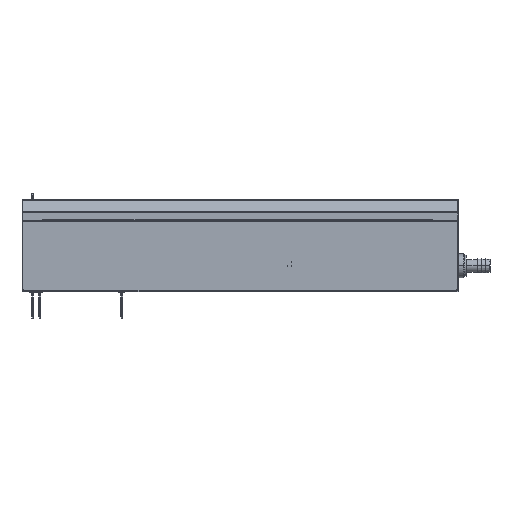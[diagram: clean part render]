
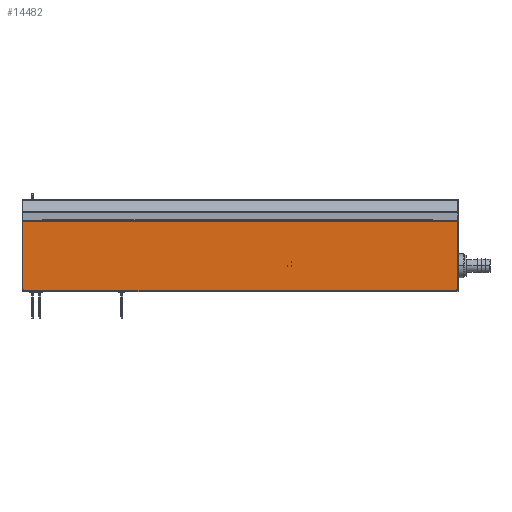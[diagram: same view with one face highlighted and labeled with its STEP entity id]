
A CAD part, left-side view. The second image highlights one B-rep face of the part: STEP entity #14482.
In plain terms, the highlighted planar face has unit normal (1, 0, 0).
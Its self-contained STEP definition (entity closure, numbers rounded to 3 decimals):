
#927=DIRECTION('',(0.,0.,1.));
#928=VECTOR('',#927,2.2);
#929=CARTESIAN_POINT('',(125.964,318.893,-30.237));
#930=LINE('',#929,#928);
#3820=DIRECTION('',(0.,-1.,0.));
#3821=VECTOR('',#3820,0.841);
#3822=CARTESIAN_POINT('',(125.964,-198.177,53.013));
#3823=LINE('',#3822,#3821);
#3827=DIRECTION('',(0.,0.,1.));
#3828=VECTOR('',#3827,1.75);
#3829=CARTESIAN_POINT('',(125.964,-198.177,53.013));
#3830=LINE('',#3829,#3828);
#4250=DIRECTION('',(0.,-1.,0.));
#4251=VECTOR('',#4250,518.317);
#4252=CARTESIAN_POINT('',(125.964,320.14,54.763));
#4253=LINE('',#4252,#4251);
#4405=DIRECTION('',(0.,0.,1.));
#4406=VECTOR('',#4405,1.75);
#4407=CARTESIAN_POINT('',(125.964,320.14,53.013));
#4408=LINE('',#4407,#4406);
#4426=DIRECTION('',(0.,-1.,0.));
#4427=VECTOR('',#4426,0.841);
#4428=CARTESIAN_POINT('',(125.964,320.981,53.013));
#4429=LINE('',#4428,#4427);
#4454=DIRECTION('',(0.,0.,1.));
#4455=VECTOR('',#4454,81.05);
#4456=CARTESIAN_POINT('',(125.964,320.981,-28.037));
#4457=LINE('',#4456,#4455);
#4468=DIRECTION('',(0.,-1.,0.));
#4469=VECTOR('',#4468,2.088);
#4470=CARTESIAN_POINT('',(125.964,320.981,-28.037));
#4471=LINE('',#4470,#4469);
#4482=DIRECTION('',(0.,1.,0.));
#4483=VECTOR('',#4482,515.824);
#4484=CARTESIAN_POINT('',(125.964,-196.931,
-30.237));
#4485=LINE('',#4484,#4483);
#4489=DIRECTION('',(0.,0.,-1.));
#4490=VECTOR('',#4489,2.2);
#4491=CARTESIAN_POINT('',(125.964,-196.931,
-28.037));
#4492=LINE('',#4491,#4490);
#4503=DIRECTION('',(0.,-1.,0.));
#4504=VECTOR('',#4503,2.088);
#4505=CARTESIAN_POINT('',(125.964,-196.931,
-28.037));
#4506=LINE('',#4505,#4504);
#4524=DIRECTION('',(0.,0.,1.));
#4525=VECTOR('',#4524,81.05);
#4526=CARTESIAN_POINT('',(125.964,-199.019,
-28.037));
#4527=LINE('',#4526,#4525);
#9296=CARTESIAN_POINT('',(125.964,-196.931,
-30.237));
#9297=VERTEX_POINT('',#9296);
#9298=CARTESIAN_POINT('',(125.964,318.893,-30.237));
#9299=VERTEX_POINT('',#9298);
#10108=CARTESIAN_POINT('',(125.964,-196.931,
-28.037));
#10109=VERTEX_POINT('',#10108);
#10110=CARTESIAN_POINT('',(125.964,-198.177,
53.013));
#10111=CARTESIAN_POINT('',(125.964,-199.019,
53.013));
#10112=VERTEX_POINT('',#10110);
#10113=VERTEX_POINT('',#10111);
#10114=CARTESIAN_POINT('',(125.964,-198.177,
54.763));
#10115=VERTEX_POINT('',#10114);
#10116=CARTESIAN_POINT('',(125.964,320.14,54.763));
#10117=VERTEX_POINT('',#10116);
#10118=CARTESIAN_POINT('',(125.964,320.14,53.013));
#10119=VERTEX_POINT('',#10118);
#10120=CARTESIAN_POINT('',(125.964,320.981,53.013));
#10121=VERTEX_POINT('',#10120);
#10122=CARTESIAN_POINT('',(125.964,320.981,
-28.037));
#10123=VERTEX_POINT('',#10122);
#10124=CARTESIAN_POINT('',(125.964,318.893,
-28.037));
#10125=VERTEX_POINT('',#10124);
#10126=CARTESIAN_POINT('',(125.964,-199.019,
-28.037));
#10127=VERTEX_POINT('',#10126);
#14461=CARTESIAN_POINT('',(125.964,60.981,12.263));
#14462=DIRECTION('',(1.,0.,0.));
#14463=DIRECTION('',(0.,0.,1.));
#14464=AXIS2_PLACEMENT_3D('',#14461,#14462,#14463);
#14465=PLANE('',#14464);
#14466=ORIENTED_EDGE('',*,*,#14022,.F.);
#14467=ORIENTED_EDGE('',*,*,#14038,.T.);
#14468=ORIENTED_EDGE('',*,*,#14329,.F.);
#14469=ORIENTED_EDGE('',*,*,#14414,.F.);
#14470=ORIENTED_EDGE('',*,*,#14428,.F.);
#14471=ORIENTED_EDGE('',*,*,#14443,.F.);
#14472=ORIENTED_EDGE('',*,*,#14455,.T.);
#14473=ORIENTED_EDGE('',*,*,#11703,.F.);
#14474=ORIENTED_EDGE('',*,*,#13257,.F.);
#14475=ORIENTED_EDGE('',*,*,#13979,.F.);
#14477=ORIENTED_EDGE('',*,*,#14476,.T.);
#14479=ORIENTED_EDGE('',*,*,#14478,.T.);
#14480=EDGE_LOOP('',(#14466,#14467,#14468,#14469,#14470,#14471,#14472,#14473,
#14474,#14475,#14477,#14479));
#14481=FACE_OUTER_BOUND('',#14480,.F.);
#14482=ADVANCED_FACE('',(#14481),#14465,.T.);
#11703=EDGE_CURVE('',#9299,#10125,#930,.T.);
#13257=EDGE_CURVE('',#9297,#9299,#4485,.T.);
#13979=EDGE_CURVE('',#10109,#9297,#4492,.T.);
#14022=EDGE_CURVE('',#10112,#10113,#3823,.T.);
#14038=EDGE_CURVE('',#10112,#10115,#3830,.T.);
#14329=EDGE_CURVE('',#10117,#10115,#4253,.T.);
#14414=EDGE_CURVE('',#10119,#10117,#4408,.T.);
#14428=EDGE_CURVE('',#10121,#10119,#4429,.T.);
#14443=EDGE_CURVE('',#10123,#10121,#4457,.T.);
#14455=EDGE_CURVE('',#10123,#10125,#4471,.T.);
#14476=EDGE_CURVE('',#10109,#10127,#4506,.T.);
#14478=EDGE_CURVE('',#10127,#10113,#4527,.T.);
